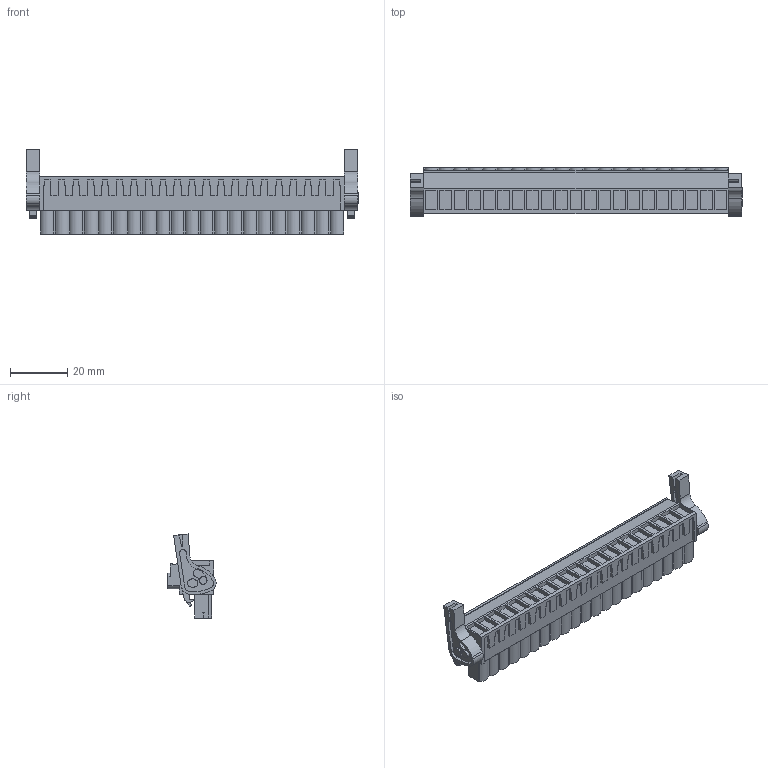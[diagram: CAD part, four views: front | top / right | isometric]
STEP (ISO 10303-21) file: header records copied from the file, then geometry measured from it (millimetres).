
FILE_DESCRIPTION(('CATIA V5 STEP','CAx-IF Rec.Pracs.--- Model Styling and Organization---1.2---2011-12-15'),'2;1');
FILE_NAME ('D1459992_0_1945020000_1945020000.stp','2017-05-22T13:34:26+00:00',('none'),('Weidmueller'),'CATIA Version 5-6 Release 2014','CATIA V5 STEP AP214','none');
FILE_SCHEMA(('AUTOMOTIVE_DESIGN { 1 0 10303 214 1 1 1 1 }'));
Length unit declared in the file: millimetre
Products named in the file (1): 1945020000
Bounding box: 116.38 x 16.91 x 29.52 mm (x, y, z)
Volume: 20981.5 mm3; surface area: 14075.9 mm2
Topology: 24 solids, 24 shells, 1522 faces, 4291 edges, 2912 vertices
Faces by surface type: plane 1259, cylinder 223, extrusion 40
Entity records: 45258 total; most frequent: CARTESIAN_POINT 8792, ORIENTED_EDGE 8582, DIRECTION 5713, EDGE_CURVE 4291, VECTOR 3707, LINE 3667, VERTEX_POINT 2912, EDGE_LOOP 1625
